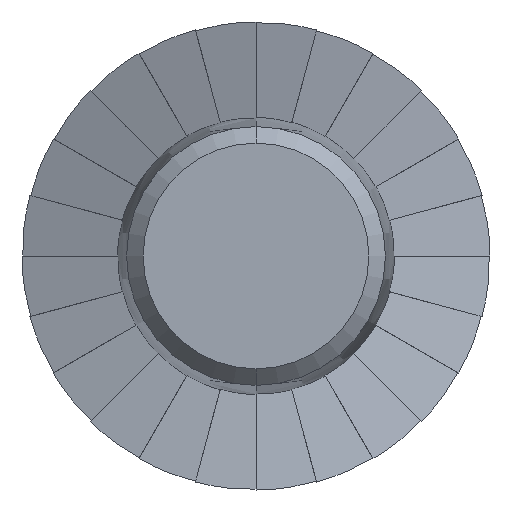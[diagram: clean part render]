
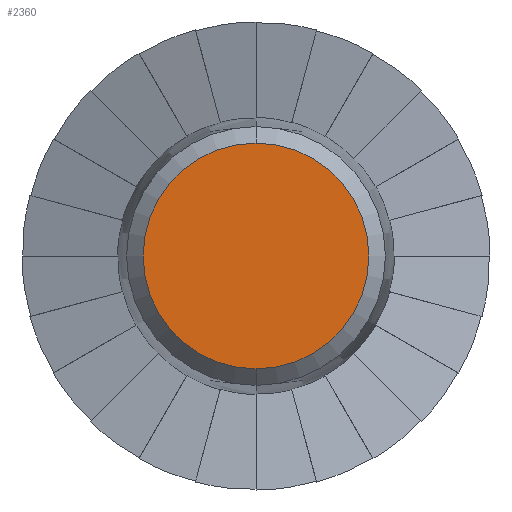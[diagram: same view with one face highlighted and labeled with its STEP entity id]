
A CAD part, front view. The second image highlights one B-rep face of the part: STEP entity #2360.
In plain terms, the highlighted planar face has unit normal (0, -1, 0).
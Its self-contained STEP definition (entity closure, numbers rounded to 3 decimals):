
#110 = ORIENTED_EDGE ( 'NONE', *, *, #1731, .T. ) ;
#146 = AXIS2_PLACEMENT_3D ( 'NONE', #907, #377, #1656 ) ;
#165 = VERTEX_POINT ( 'NONE', #1791 ) ;
#204 = PLANE ( 'NONE',  #146 ) ;
#352 = EDGE_LOOP ( 'NONE', ( #2241, #110 ) ) ;
#377 = DIRECTION ( 'NONE',  ( 0., 1., 0. ) ) ;
#444 = FACE_OUTER_BOUND ( 'NONE', #352, .T. ) ;
#499 = CARTESIAN_POINT ( 'NONE',  ( 0., 0., 0. ) ) ;
#504 = AXIS2_PLACEMENT_3D ( 'NONE', #984, #2295, #1167 ) ;
#677 = DIRECTION ( 'NONE',  ( 0., 0., -1. ) ) ;
#819 = AXIS2_PLACEMENT_3D ( 'NONE', #499, #1776, #677 ) ;
#907 = CARTESIAN_POINT ( 'NONE',  ( 0., 0., 0. ) ) ;
#984 = CARTESIAN_POINT ( 'NONE',  ( 0., 0., 0. ) ) ;
#1167 = DIRECTION ( 'NONE',  ( 0., 0., -1. ) ) ;
#1248 = EDGE_CURVE ( 'NONE', #1500, #165, #1663, .T. ) ;
#1500 = VERTEX_POINT ( 'NONE', #1960 ) ;
#1656 = DIRECTION ( 'NONE',  ( 0., 0., 1. ) ) ;
#1663 = CIRCLE ( 'NONE', #819, 2.05 ) ;
#1731 = EDGE_CURVE ( 'NONE', #165, #1500, #2203, .T. ) ;
#1776 = DIRECTION ( 'NONE',  ( 0., -1., 0. ) ) ;
#1791 = CARTESIAN_POINT ( 'NONE',  ( 0., 0., 2.05 ) ) ;
#1960 = CARTESIAN_POINT ( 'NONE',  ( 0., 0., -2.05 ) ) ;
#2203 = CIRCLE ( 'NONE', #504, 2.05 ) ;
#2241 = ORIENTED_EDGE ( 'NONE', *, *, #1248, .T. ) ;
#2295 = DIRECTION ( 'NONE',  ( 0., -1., 0. ) ) ;
#2360 = ADVANCED_FACE ( 'NONE', ( #444 ), #204, .F. ) ;
